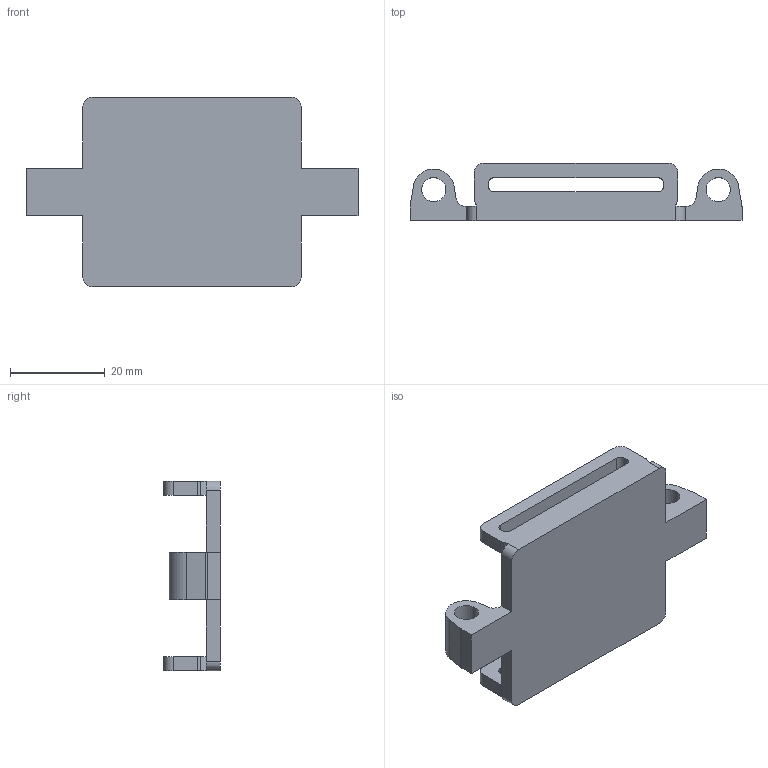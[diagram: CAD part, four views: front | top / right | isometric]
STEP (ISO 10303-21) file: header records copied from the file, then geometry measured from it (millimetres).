
FILE_DESCRIPTION (( 'STEP AP214' ), '1' );
FILE_NAME ('20250515 Watch Strap Adapter.STEP', '2025-05-15T12:21:30', ( '' ), ( '' ), 'SwSTEP 2.0', 'SolidWorks 2024', '' );
FILE_SCHEMA (( 'AUTOMOTIVE_DESIGN' ));
Length unit declared in the file: millimetre
Products named in the file (1): 20250515 Watch Strap Adapter
Bounding box: 70 x 12 x 40 mm (x, y, z)
Volume: 8735 mm3; surface area: 7169.9 mm2
Topology: 1 solids, 1 shells, 68 faces, 194 edges, 128 vertices
Faces by surface type: plane 38, cylinder 30
Entity records: 2265 total; most frequent: DIRECTION 392, CARTESIAN_POINT 391, ORIENTED_EDGE 388, EDGE_CURVE 194, LINE 134, VECTOR 134, AXIS2_PLACEMENT_3D 129, VERTEX_POINT 128
